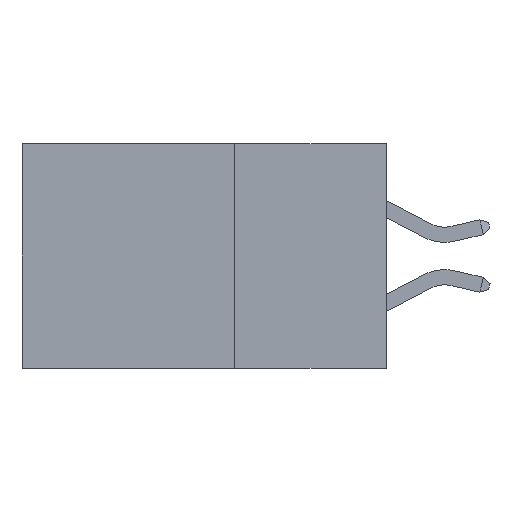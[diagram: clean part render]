
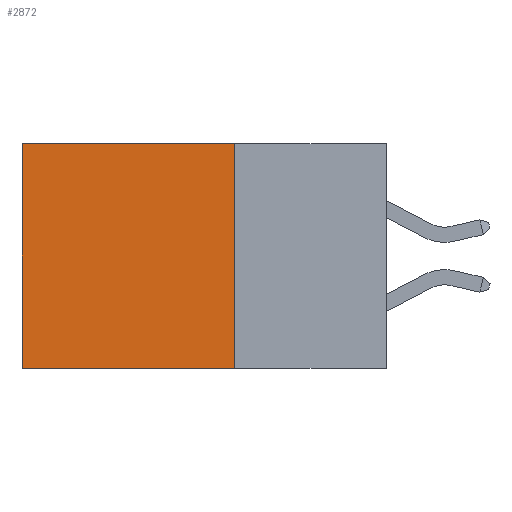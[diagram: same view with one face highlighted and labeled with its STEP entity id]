
A CAD part, left-side view. The second image highlights one B-rep face of the part: STEP entity #2872.
In plain terms, the highlighted planar face has unit normal (-1, 0, 0).
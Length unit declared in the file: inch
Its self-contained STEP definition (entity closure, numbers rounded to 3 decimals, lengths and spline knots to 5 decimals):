
#1098 = CARTESIAN_POINT ( 'NONE',  ( 0.298, 0.25, 0. ) ) ;
#1147 = ORIENTED_EDGE ( 'NONE', *, *, #8722, .T. ) ;
#2244 = DIRECTION ( 'NONE',  ( 0., 1., 0. ) ) ;
#2253 = VERTEX_POINT ( 'NONE', #18653 ) ;
#2872 = ADVANCED_FACE ( 'NONE', ( #8873 ), #21364, .F. ) ;
#2880 = CARTESIAN_POINT ( 'NONE',  ( 0.298, 0.25, 0. ) ) ;
#4001 = ORIENTED_EDGE ( 'NONE', *, *, #10055, .T. ) ;
#4734 = LINE ( 'NONE', #10630, #7390 ) ;
#5222 = ORIENTED_EDGE ( 'NONE', *, *, #13768, .F. ) ;
#5362 = VERTEX_POINT ( 'NONE', #8448 ) ;
#7325 = LINE ( 'NONE', #2880, #15984 ) ;
#7390 = VECTOR ( 'NONE', #2244, 39.37008 ) ;
#7431 = LINE ( 'NONE', #21648, #15045 ) ;
#7800 = VECTOR ( 'NONE', #9377, 39.37008 ) ;
#8273 = AXIS2_PLACEMENT_3D ( 'NONE', #21075, #18024, #19620 ) ;
#8448 = CARTESIAN_POINT ( 'NONE',  ( 0.298, 0.6, 0. ) ) ;
#8722 = EDGE_CURVE ( 'NONE', #13210, #5362, #7325, .T. ) ;
#8873 = FACE_OUTER_BOUND ( 'NONE', #15348, .T. ) ;
#9377 = DIRECTION ( 'NONE',  ( 0., 0., -1. ) ) ;
#9524 = CARTESIAN_POINT ( 'NONE',  ( 0.298, 0.6, 0. ) ) ;
#10055 = EDGE_CURVE ( 'NONE', #5362, #2253, #19585, .T. ) ;
#10630 = CARTESIAN_POINT ( 'NONE',  ( 0.298, 0.25, -0.37 ) ) ;
#12752 = EDGE_CURVE ( 'NONE', #13210, #19815, #7431, .T. ) ;
#13210 = VERTEX_POINT ( 'NONE', #1098 ) ;
#13768 = EDGE_CURVE ( 'NONE', #19815, #2253, #4734, .T. ) ;
#14667 = CARTESIAN_POINT ( 'NONE',  ( 0.298, 0.25, -0.37 ) ) ;
#14859 = DIRECTION ( 'NONE',  ( 0., 0., -1. ) ) ;
#15045 = VECTOR ( 'NONE', #14859, 39.37008 ) ;
#15348 = EDGE_LOOP ( 'NONE', ( #4001, #5222, #21507, #1147 ) ) ;
#15984 = VECTOR ( 'NONE', #16168, 39.37008 ) ;
#16168 = DIRECTION ( 'NONE',  ( 0., 1., 0. ) ) ;
#18024 = DIRECTION ( 'NONE',  ( 1., 0., 0. ) ) ;
#18653 = CARTESIAN_POINT ( 'NONE',  ( 0.298, 0.6, -0.37 ) ) ;
#19585 = LINE ( 'NONE', #9524, #7800 ) ;
#19620 = DIRECTION ( 'NONE',  ( 0., 0., -1. ) ) ;
#19815 = VERTEX_POINT ( 'NONE', #14667 ) ;
#21075 = CARTESIAN_POINT ( 'NONE',  ( 0.298, 0.25, 0. ) ) ;
#21364 = PLANE ( 'NONE',  #8273 ) ;
#21507 = ORIENTED_EDGE ( 'NONE', *, *, #12752, .F. ) ;
#21648 = CARTESIAN_POINT ( 'NONE',  ( 0.298, 0.25, 0. ) ) ;
